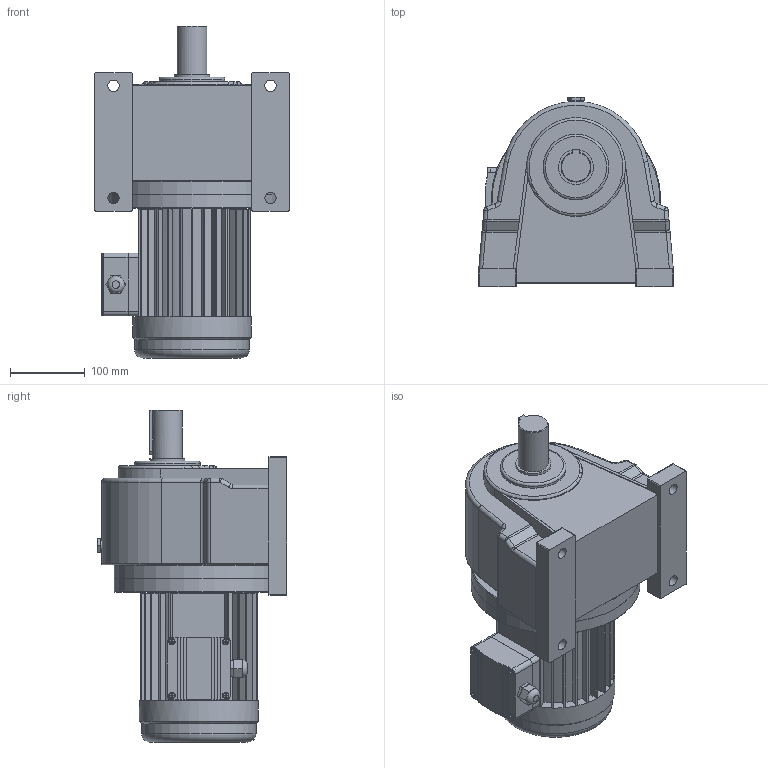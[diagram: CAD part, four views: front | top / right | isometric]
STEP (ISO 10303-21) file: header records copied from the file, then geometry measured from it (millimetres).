
FILE_DESCRIPTION(/* description */ (''),/* implementation_level */ '2;1');
FILE_NAME(/* name */ 'GH卧式附三相、单相铝壳（刹车）齿轮减速马达[GH-40-750W-150-S-G1-LD-HO].stp',/* time_stamp */ '2022-01-11T09:29:30+08:00',/* author */ ('Administrator'),/* organization */ (''),/* preprocessor_version */ 'ST-DEVELOPER v15.2',/* originating_system */ 'Autodesk Inventor 2014',/* authorisation */ '');
FILE_SCHEMA (('AUTOMOTIVE_DESIGN { 1 0 10303 214 3 1 1 }'));
Length unit declared in the file: millimetre
Products named in the file (3): STP_40_750W 1HP___G1_LD__HO_2__2; STP_40_750W 1HP___G1_LD__HO_2__2_1; [GH-40-750W-150-S-G1-LD-HO]
Bounding box: 260 x 253.85 x 444 mm (x, y, z)
Volume: 11626290.1 mm3; surface area: 601673.6 mm2
Topology: 5 solids, 5 shells, 610 faces, 1540 edges, 994 vertices
Faces by surface type: plane 486, cylinder 86, torus 17, sphere 16, bspline 3, cone 2
Full cylindrical faces by diameter (mm): 8 x4, 8.5 x4, 12.938 x1, 15 x4, 40 x1, 47 x1, 88 x1, 135.15 x1, 153 x1, 159 x1, 226.348 x1, 226.548 x2
Entity records: 17997 total; most frequent: CARTESIAN_POINT 3249, DIRECTION 2997, ORIENTED_EDGE 2974, EDGE_CURVE 1487, LINE 1179, VECTOR 1179, VERTEX_POINT 985, AXIS2_PLACEMENT_3D 909
